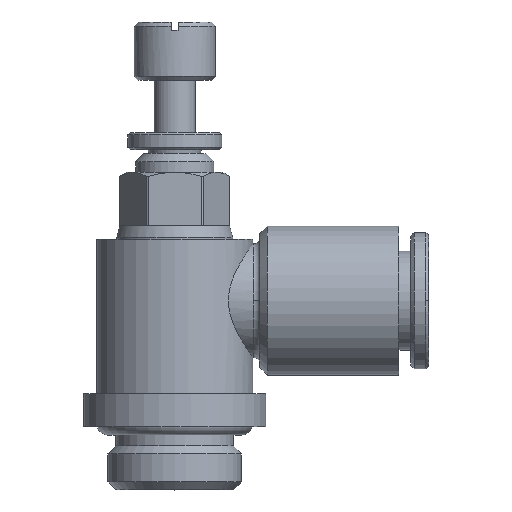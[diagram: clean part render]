
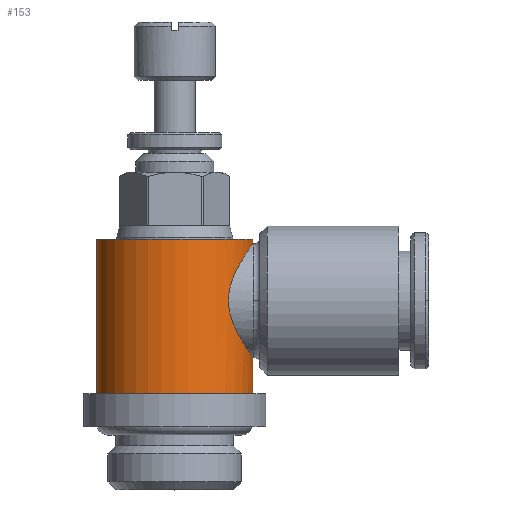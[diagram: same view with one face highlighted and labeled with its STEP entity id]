
A CAD part, top view. The second image highlights one B-rep face of the part: STEP entity #153.
In plain terms, the highlighted cylindrical face has radius 5.7 mm (diameter 11.4 mm), a partial arc.
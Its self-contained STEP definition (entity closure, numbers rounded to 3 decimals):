
#153=ADVANCED_FACE('',(#384),#385,.T.);
#384=FACE_OUTER_BOUND('',#617,.T.);
#385=CYLINDRICAL_SURFACE('',#618,5.7);
#617=EDGE_LOOP('',(#1445,#1446,#1447,#1448,#1449,#1450));
#618=AXIS2_PLACEMENT_3D('',#1451,#1452,#1453);
#1445=ORIENTED_EDGE('',*,*,#1461,.T.);
#1446=ORIENTED_EDGE('',*,*,#1534,.T.);
#1447=ORIENTED_EDGE('',*,*,#1465,.T.);
#1448=ORIENTED_EDGE('',*,*,#1716,.F.);
#1449=ORIENTED_EDGE('',*,*,#1463,.T.);
#1450=ORIENTED_EDGE('',*,*,#1714,.F.);
#1451=CARTESIAN_POINT('',(0.0,5.625,0.0));
#1452=DIRECTION('',(-0.0,1.0,0.0));
#1453=DIRECTION('',(1.0,0.0,0.0));
#1461=EDGE_CURVE('',#1717,#1718,#1719,.T.);
#1463=EDGE_CURVE('',#1722,#1720,#1723,.T.);
#1465=EDGE_CURVE('',#1726,#1724,#1727,.T.);
#1534=EDGE_CURVE('',#1718,#1726,#1853,.T.);
#1714=EDGE_CURVE('',#1717,#1720,#2132,.T.);
#1716=EDGE_CURVE('',#1722,#1724,#2134,.T.);
#1717=VERTEX_POINT('',#2135);
#1718=VERTEX_POINT('',#2136);
#1719=LINE('',#2137,#2138);
#1720=VERTEX_POINT('',#2139);
#1722=VERTEX_POINT('',#2141);
#1723=LINE('',#2142,#2143);
#1724=VERTEX_POINT('',#2144);
#1726=VERTEX_POINT('',#2146);
#1727=LINE('',#2147,#2148);
#1853=B_SPLINE_CURVE_WITH_KNOTS('',3,(#2355,#2356,#2357,#2358,#2359,#2360,#2361,#2362,#2363,#2364,#2365,#2366,#2367,#2368,#2369,#2370,#2371,#2372,#2373,#2374,#2375,#2376,#2377,#2378,#2379,#2380,#2381,#2382,#2383,#2384,#2385,#2386,#2387,#2388),.UNSPECIFIED.,.F.,.F.,(4,2,2,2,2,2,2,2,2,2,2,2,2,2,2,2,4),(6.564,7.377,8.19,9.003,9.817,10.644,11.472,12.3,13.127,13.955,14.783,15.61,16.438,17.251,18.065,18.878,19.691),.UNSPECIFIED.);
#2132=CIRCLE('',#3009,5.7);
#2134=CIRCLE('',#3011,5.7);
#2135=CARTESIAN_POINT('',(5.7,0.0,0.0));
#2136=CARTESIAN_POINT('',(5.7,2.649,0.));
#2137=CARTESIAN_POINT('',(5.7,5.625,0.));
#2138=VECTOR('',#3012,1.0);
#2139=CARTESIAN_POINT('',(-5.7,0.0,0.));
#2141=CARTESIAN_POINT('',(-5.7,11.25,0.));
#2142=CARTESIAN_POINT('',(-5.7,5.625,0.));
#2143=VECTOR('',#3016,1.0);
#2144=CARTESIAN_POINT('',(5.7,11.25,0.0));
#2146=CARTESIAN_POINT('',(5.7,10.924,0.));
#2147=CARTESIAN_POINT('',(5.7,5.625,0.));
#2148=VECTOR('',#3020,1.0);
#2355=CARTESIAN_POINT('',(5.7,2.649,0.));
#2356=CARTESIAN_POINT('',(5.7,2.649,0.271));
#2357=CARTESIAN_POINT('',(5.68,2.676,0.548));
#2358=CARTESIAN_POINT('',(5.601,2.787,1.093));
#2359=CARTESIAN_POINT('',(5.542,2.87,1.36));
#2360=CARTESIAN_POINT('',(5.392,3.085,1.868));
#2361=CARTESIAN_POINT('',(5.301,3.217,2.108));
#2362=CARTESIAN_POINT('',(5.104,3.517,2.549));
#2363=CARTESIAN_POINT('',(4.997,3.685,2.749));
#2364=CARTESIAN_POINT('',(4.784,4.041,3.105));
#2365=CARTESIAN_POINT('',(4.67,4.243,3.274));
#2366=CARTESIAN_POINT('',(4.445,4.684,3.573));
#2367=CARTESIAN_POINT('',(4.335,4.922,3.704));
#2368=CARTESIAN_POINT('',(4.144,5.425,3.917));
#2369=CARTESIAN_POINT('',(4.062,5.69,3.999));
#2370=CARTESIAN_POINT('',(3.951,6.233,4.11));
#2371=CARTESIAN_POINT('',(3.921,6.511,4.138));
#2372=CARTESIAN_POINT('',(3.921,7.063,4.138));
#2373=CARTESIAN_POINT('',(3.951,7.341,4.11));
#2374=CARTESIAN_POINT('',(4.062,7.884,3.999));
#2375=CARTESIAN_POINT('',(4.144,8.149,3.917));
#2376=CARTESIAN_POINT('',(4.335,8.651,3.704));
#2377=CARTESIAN_POINT('',(4.445,8.89,3.573));
#2378=CARTESIAN_POINT('',(4.67,9.331,3.274));
#2379=CARTESIAN_POINT('',(4.784,9.533,3.105));
#2380=CARTESIAN_POINT('',(4.997,9.889,2.749));
#2381=CARTESIAN_POINT('',(5.104,10.057,2.549));
#2382=CARTESIAN_POINT('',(5.301,10.357,2.108));
#2383=CARTESIAN_POINT('',(5.392,10.489,1.868));
#2384=CARTESIAN_POINT('',(5.542,10.704,1.36));
#2385=CARTESIAN_POINT('',(5.601,10.787,1.093));
#2386=CARTESIAN_POINT('',(5.68,10.897,0.548));
#2387=CARTESIAN_POINT('',(5.7,10.924,0.271));
#2388=CARTESIAN_POINT('',(5.7,10.924,0.));
#3009=AXIS2_PLACEMENT_3D('',#3510,#3511,#3512);
#3011=AXIS2_PLACEMENT_3D('',#3516,#3517,#3518);
#3012=DIRECTION('',(0.0,1.0,0.0));
#3016=DIRECTION('',(-0.0,-1.0,-0.0));
#3020=DIRECTION('',(0.0,1.0,0.0));
#3510=CARTESIAN_POINT('',(0.0,0.0,0.0));
#3511=DIRECTION('',(0.0,-1.0,0.0));
#3512=DIRECTION('',(1.0,0.0,0.0));
#3516=CARTESIAN_POINT('',(0.0,11.25,0.0));
#3517=DIRECTION('',(-0.0,1.0,0.0));
#3518=DIRECTION('',(1.0,0.0,0.0));
